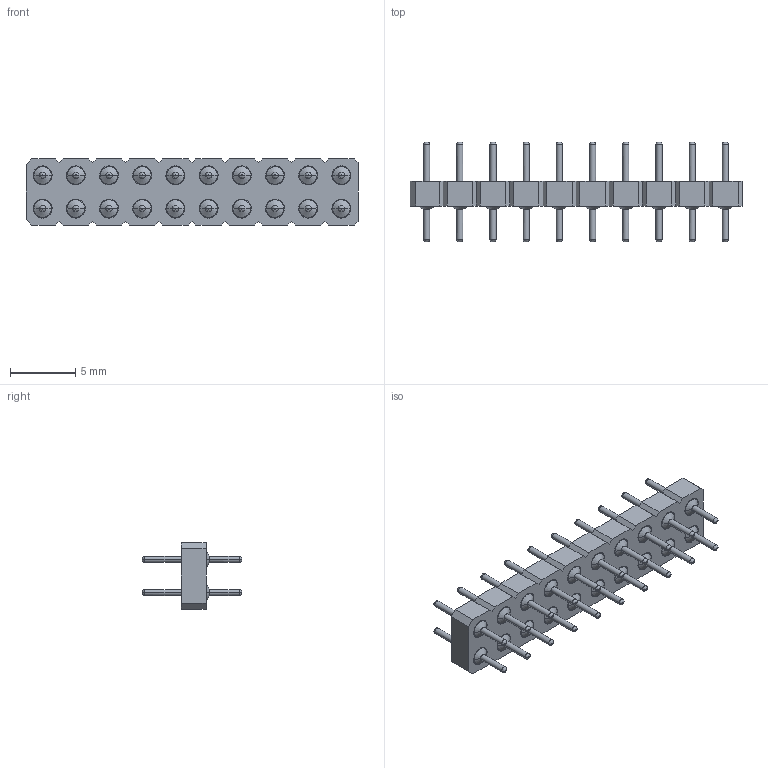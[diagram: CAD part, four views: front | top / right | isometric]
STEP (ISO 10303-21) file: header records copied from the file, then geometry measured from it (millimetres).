
FILE_DESCRIPTION( ('This file contains a STEP AP42 implementation' ,'as created by ZW3D STEP Interface translator.') ,'2;1' );
FILE_NAME( '3510-192XXSXX076X12.stp' ,'231012. 84526', (''), ('ZWCAD Software Co.'), 'Version 1.0', 'ZW3D to STEP translator', '' );
FILE_SCHEMA(('AUTOMOTIVE_DESIGN { 1 0 10303 214 1 1 1 1 }'));
Length unit declared in the file: millimetre
Products named in the file (2): 0; 3510-19220SXX076X1
Bounding box: 25.4 x 7.64 x 5.08 mm (x, y, z)
Volume: 256.2 mm3; surface area: 921.5 mm2
Topology: 1 solids, 1 shells, 804 faces, 1746 edges, 1004 vertices
Faces by surface type: bspline 520, plane 204, cone 80
Entity records: 51136 total; most frequent: CARTESIAN_POINT 38875, ORIENTED_EDGE 3332, EDGE_CURVE 1666, B_SPLINE_CURVE_WITH_KNOTS 1584, VERTEX_POINT 1004, EDGE_LOOP 944, FACE_OUTER_BOUND 804, ADVANCED_FACE 804
